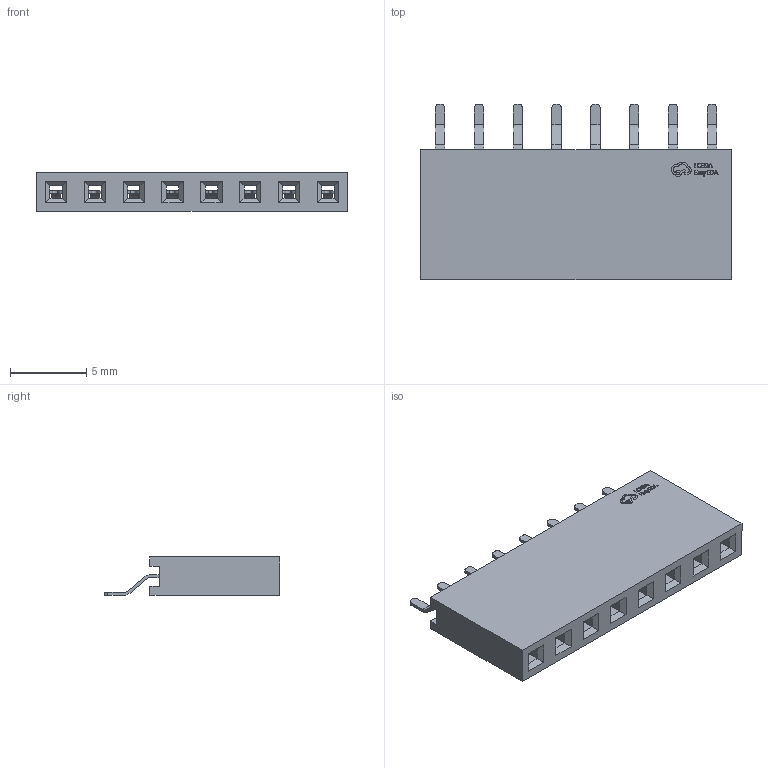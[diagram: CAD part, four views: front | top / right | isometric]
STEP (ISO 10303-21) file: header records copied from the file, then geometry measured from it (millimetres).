
FILE_DESCRIPTION (( 'STEP AP214' ), '1' );
FILE_NAME ('HDR-SMD_8P-P2.54-H-F-L11.5.STEP', '2023-07-03T12:30:54', ( '' ), ( '' ), 'SwSTEP 2.0', 'SolidWorks 2020', '' );
FILE_SCHEMA (( 'AUTOMOTIVE_DESIGN' ));
Length unit declared in the file: millimetre
Products named in the file (1): HDR-SMD_8P-P2.54-H-F-L11.5
Bounding box: 20.32 x 11.5 x 2.51 mm (x, y, z)
Volume: 380.2 mm3; surface area: 776.9 mm2
Topology: 1 solids, 1 shells, 474 faces, 1327 edges, 874 vertices
Faces by surface type: plane 304, bspline 98, cylinder 72
Entity records: 18549 total; most frequent: CARTESIAN_POINT 3986, ORIENTED_EDGE 2654, DIRECTION 2025, EDGE_CURVE 1327, LINE 983, VECTOR 983, VERTEX_POINT 874, EDGE_LOOP 525
